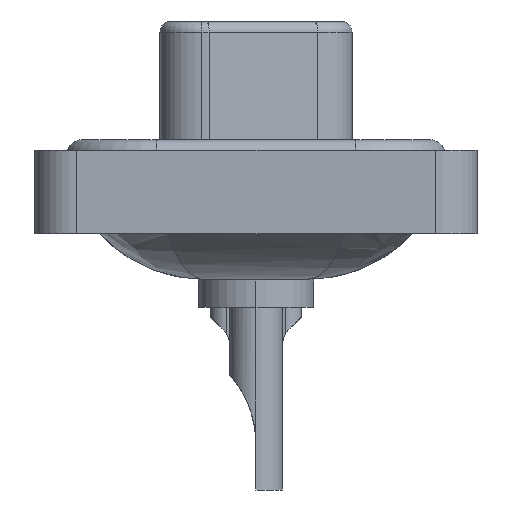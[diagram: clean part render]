
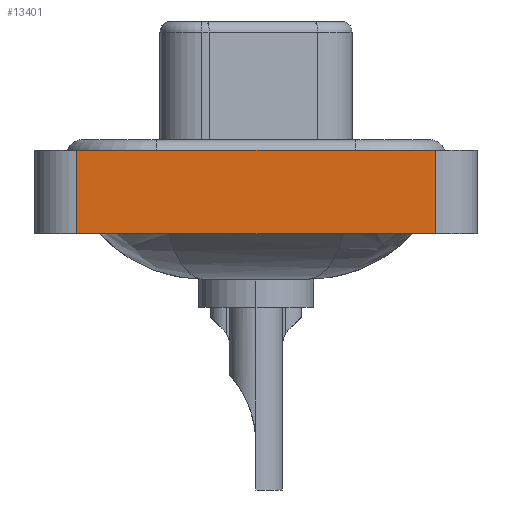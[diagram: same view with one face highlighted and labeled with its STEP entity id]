
A CAD part, left-side view. The second image highlights one B-rep face of the part: STEP entity #13401.
In plain terms, the highlighted planar face has unit normal (-1, 0, 0).
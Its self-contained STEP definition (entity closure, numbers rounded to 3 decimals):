
#67 = LINE ( 'NONE', #6928, #6219 ) ;
#218 = DIRECTION ( 'NONE',  ( 0., 0., 1. ) ) ;
#1436 = LINE ( 'NONE', #8306, #2779 ) ;
#1667 = AXIS2_PLACEMENT_3D ( 'NONE', #2241, #18975, #17380 ) ;
#2241 = CARTESIAN_POINT ( 'NONE',  ( -7.35, -8.55, -3.6 ) ) ;
#2779 = VECTOR ( 'NONE', #11951, 1000. ) ;
#3267 = LINE ( 'NONE', #8121, #22026 ) ;
#3539 = VERTEX_POINT ( 'NONE', #19662 ) ;
#4391 = CARTESIAN_POINT ( 'NONE',  ( -7.35, -8.55, -3.6 ) ) ;
#6219 = VECTOR ( 'NONE', #10726, 1000. ) ;
#6326 = EDGE_LOOP ( 'NONE', ( #18464, #12017, #11016, #11697 ) ) ;
#6928 = CARTESIAN_POINT ( 'NONE',  ( -7.35, -8.55, -3.6 ) ) ;
#7446 = EDGE_CURVE ( 'NONE', #21964, #18882, #67, .T. ) ;
#8121 = CARTESIAN_POINT ( 'NONE',  ( -7.35, -8.55, -3.6 ) ) ;
#8306 = CARTESIAN_POINT ( 'NONE',  ( -7.35, -8.55, 0.4 ) ) ;
#9769 = EDGE_CURVE ( 'NONE', #12936, #3539, #1436, .T. ) ;
#10726 = DIRECTION ( 'NONE',  ( 0., -1., 0. ) ) ;
#11016 = ORIENTED_EDGE ( 'NONE', *, *, #14962, .F. ) ;
#11697 = ORIENTED_EDGE ( 'NONE', *, *, #7446, .T. ) ;
#11711 = CARTESIAN_POINT ( 'NONE',  ( -7.35, 8.55, 0.4 ) ) ;
#11929 = EDGE_CURVE ( 'NONE', #18882, #3539, #3267, .T. ) ;
#11951 = DIRECTION ( 'NONE',  ( 0., -1., 0. ) ) ;
#12017 = ORIENTED_EDGE ( 'NONE', *, *, #9769, .F. ) ;
#12316 = PLANE ( 'NONE',  #1667 ) ;
#12936 = VERTEX_POINT ( 'NONE', #11711 ) ;
#13401 = ADVANCED_FACE ( 'NONE', ( #13912 ), #12316, .T. ) ;
#13628 = CARTESIAN_POINT ( 'NONE',  ( -7.35, 8.55, -3.6 ) ) ;
#13912 = FACE_OUTER_BOUND ( 'NONE', #6326, .T. ) ;
#14962 = EDGE_CURVE ( 'NONE', #21964, #12936, #17495, .T. ) ;
#15595 = CARTESIAN_POINT ( 'NONE',  ( -7.35, 8.55, -3.6 ) ) ;
#17051 = DIRECTION ( 'NONE',  ( 0., 0., 1. ) ) ;
#17380 = DIRECTION ( 'NONE',  ( 0., 0., 1. ) ) ;
#17495 = LINE ( 'NONE', #15595, #19120 ) ;
#18464 = ORIENTED_EDGE ( 'NONE', *, *, #11929, .T. ) ;
#18882 = VERTEX_POINT ( 'NONE', #4391 ) ;
#18975 = DIRECTION ( 'NONE',  ( -1., 0., 0. ) ) ;
#19120 = VECTOR ( 'NONE', #218, 1000. ) ;
#19662 = CARTESIAN_POINT ( 'NONE',  ( -7.35, -8.55, 0.4 ) ) ;
#21964 = VERTEX_POINT ( 'NONE', #13628 ) ;
#22026 = VECTOR ( 'NONE', #17051, 1000. ) ;
